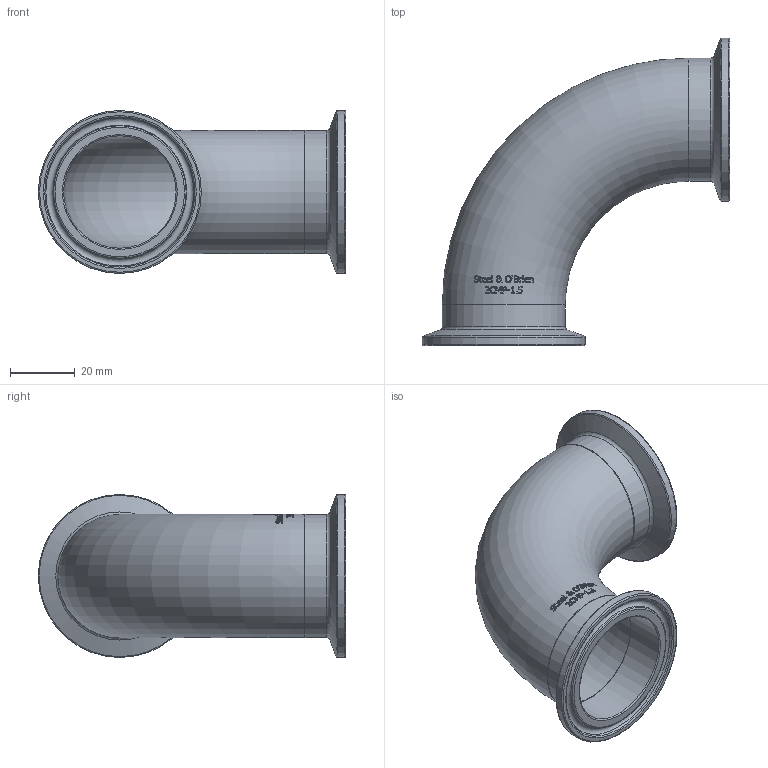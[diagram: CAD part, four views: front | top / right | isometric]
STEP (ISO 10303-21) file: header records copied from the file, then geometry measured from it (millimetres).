
FILE_DESCRIPTION(/* description */ (''),/* implementation_level */ '2;1');
FILE_NAME(/* name */ '2CMP-1.5.stp',/* time_stamp */ '2019-01-08T16:53:54-05:00',/* author */ ('rick'),/* organization */ (''),/* preprocessor_version */ 'ST-DEVELOPER v15.2',/* originating_system */ 'Autodesk Inventor 2014',/* authorisation */ '');
FILE_SCHEMA (('AUTOMOTIVE_DESIGN { 1 0 10303 214 3 1 1 }'));
Length unit declared in the file: inch
Products named in the file (1): 2CMP-1.5
Bounding box: 95.05 x 95.05 x 50.39 mm (x, y, z)
Volume: 27517.3 mm3; surface area: 30357.1 mm2
Topology: 1 solids, 1 shells, 375 faces, 984 edges, 648 vertices
Faces by surface type: bspline 168, plane 144, torus 51, cylinder 6, cone 6
Full cylindrical faces by diameter (mm): 34.798 x2, 38.1 x2, 50.394 x2
Entity records: 14663 total; most frequent: CARTESIAN_POINT 7120, ORIENTED_EDGE 1904, EDGE_CURVE 952, DIRECTION 800, VERTEX_POINT 648, B_SPLINE_CURVE_WITH_KNOTS 608, EDGE_LOOP 446, ADVANCED_FACE 375
